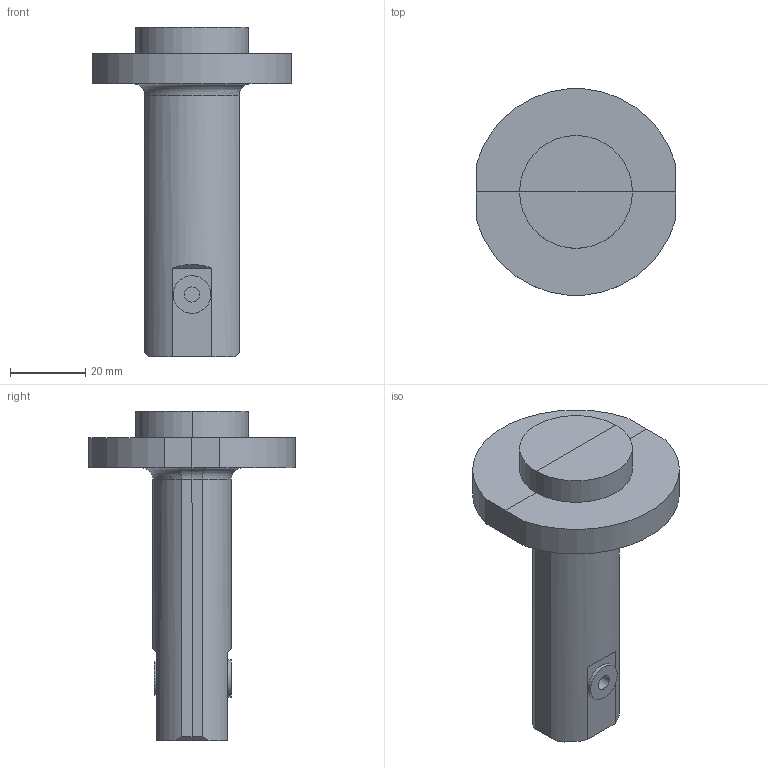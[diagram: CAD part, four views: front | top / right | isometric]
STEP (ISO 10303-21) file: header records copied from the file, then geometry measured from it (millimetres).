
FILE_DESCRIPTION((''),'2;1');
FILE_NAME('AG90-CA4SGM-64.stp','2012-01-11T09:15:43',('matsu'),(''),'Autodesk Inventor 2011','Autodesk Inventor 2011','');
FILE_SCHEMA(('AUTOMOTIVE_DESIGN { 1 0 10303 214 1 1 1 1 }'));
Length unit declared in the file: millimetre
Products named in the file (1): AG90-CA4SGM-64_1
Bounding box: 53 x 54.79 x 87.5 mm (x, y, z)
Volume: 53660.9 mm3; surface area: 12132.6 mm2
Topology: 1 solids, 1 shells, 42 faces, 95 edges, 58 vertices
Faces by surface type: plane 27, cylinder 13, torus 2
Full cylindrical faces by diameter (mm): 4 x1, 9 x1, 10 x1
Entity records: 1224 total; most frequent: CARTESIAN_POINT 261, DIRECTION 200, ORIENTED_EDGE 184, EDGE_CURVE 92, AXIS2_PLACEMENT_3D 73, VERTEX_POINT 58, VECTOR 54, LINE 54
